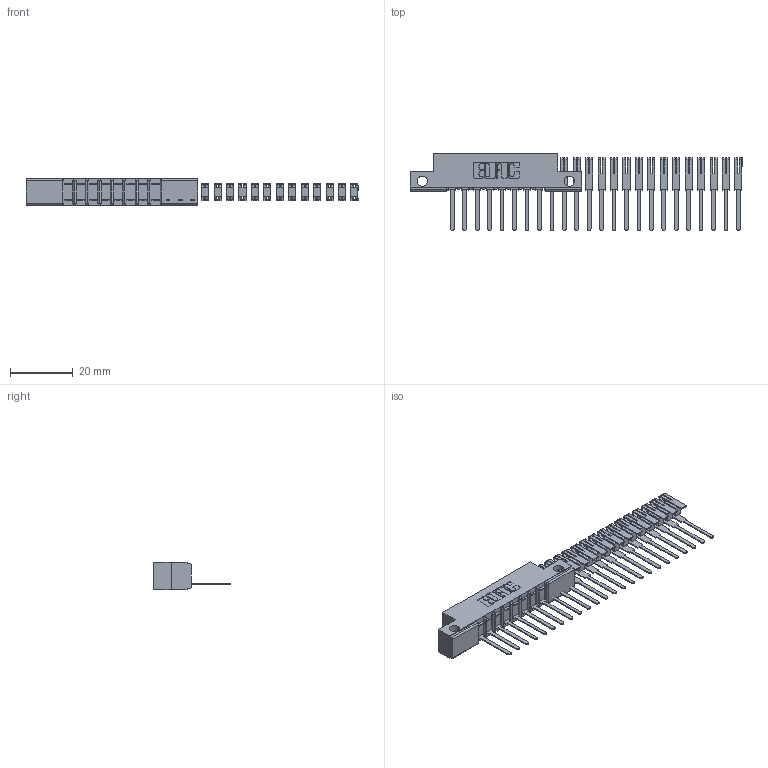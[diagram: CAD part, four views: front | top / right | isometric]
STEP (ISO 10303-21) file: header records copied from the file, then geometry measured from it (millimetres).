
FILE_DESCRIPTION (( 'STEP AP203' ), '1' );
FILE_NAME ('357-024-541-112.STEP', '2018-08-09T00:35:18', ( '' ), ( '' ), 'SwSTEP 2.0', 'SolidWorks 2016', '' );
FILE_SCHEMA (( 'CONFIG_CONTROL_DESIGN' ));
Length unit declared in the file: inch
Products named in the file (3): 307 Part_.128 Dia Side Mounting Holes; 307-290-002_541; 357-024-541-112
Assembly tree (25 placements, depth 2):
  357-024-541-112
    307 Part_.128 Dia Side Mounting Holes
    307-290-002_541  x24
Bounding box: 105.75 x 24.59 x 8.71 mm (x, y, z)
Volume: 4059.5 mm3; surface area: 9574.6 mm2
Topology: 25 solids, 25 shells, 1583 faces, 4867 edges, 3218 vertices
Faces by surface type: plane 958, cylinder 607, sphere 18
Entity records: 12282 total; most frequent: CARTESIAN_POINT 1996, DIRECTION 1971, ORIENTED_EDGE 1970, EDGE_CURVE 985, LINE 737, VECTOR 737, VERTEX_POINT 642, AXIS2_PLACEMENT_3D 617
